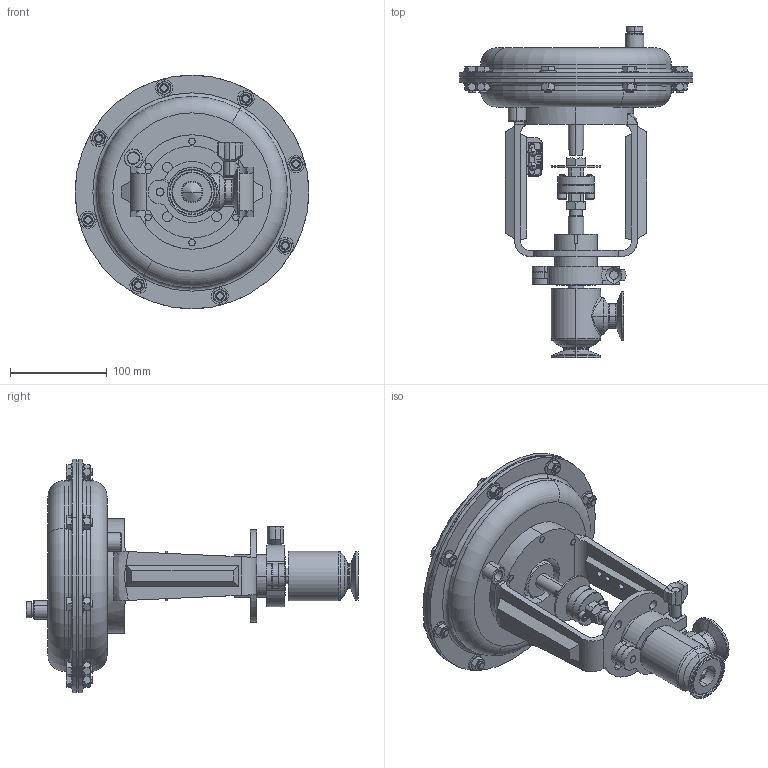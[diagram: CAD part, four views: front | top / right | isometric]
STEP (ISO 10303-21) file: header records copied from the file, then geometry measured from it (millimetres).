
FILE_DESCRIPTION (( 'STEP AP203' ), '1' );
FILE_NAME ('FBCVSP-100-OR.STEP', '2020-04-29T11:03:31', ( '' ), ( '' ), 'SwSTEP 2.0', 'SolidWorks 2018', '' );
FILE_SCHEMA (( 'CONFIG_CONTROL_DESIGN' ));
Length unit declared in the file: inch
Products named in the file (1): FBCVSP-100-OR
Bounding box: 241.3 x 342.82 x 241.3 mm (x, y, z)
Surface area: 300420.6 mm2 (no closed solid volume)
Topology: 0 solids, 97 shells, 857 faces, 2502 edges, 1717 vertices
Faces by surface type: plane 303, cone 271, cylinder 231, torus 42, bspline 6, sphere 4
Entity records: 35737 total; most frequent: CARTESIAN_POINT 13575, DIRECTION 4654, ORIENTED_EDGE 4152, EDGE_CURVE 2500, AXIS2_PLACEMENT_3D 1886, VERTEX_POINT 1717, CIRCLE 1034, EDGE_LOOP 1007
